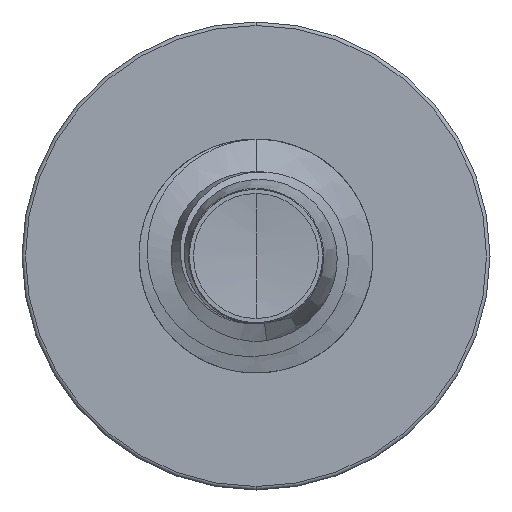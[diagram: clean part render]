
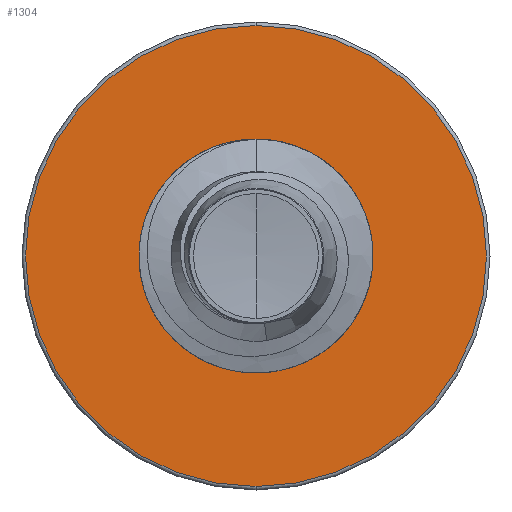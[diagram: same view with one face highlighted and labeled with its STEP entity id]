
A CAD part, front view. The second image highlights one B-rep face of the part: STEP entity #1304.
In plain terms, the highlighted planar face has unit normal (0, -1, 0).
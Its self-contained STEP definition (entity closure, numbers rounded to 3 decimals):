
#213 = DIRECTION ( 'NONE',  ( 0., 0., 1. ) ) ;
#601 = PLANE ( 'NONE',  #7686 ) ;
#744 = CIRCLE ( 'NONE', #6030, 0.986 ) ;
#1007 = DIRECTION ( 'NONE',  ( 0., 0., 1. ) ) ;
#1219 = DIRECTION ( 'NONE',  ( 0., 1., 0. ) ) ;
#1304 = ADVANCED_FACE ( 'NONE', ( #9605, #5296 ), #601, .F. ) ;
#1367 = CARTESIAN_POINT ( 'NONE',  ( 0., 4.5, 0. ) ) ;
#1571 = ORIENTED_EDGE ( 'NONE', *, *, #9908, .F. ) ;
#1824 = CIRCLE ( 'NONE', #5334, 0.986 ) ;
#1983 = VERTEX_POINT ( 'NONE', #3062 ) ;
#2187 = DIRECTION ( 'NONE',  ( 0., 0., 1. ) ) ;
#2335 = CARTESIAN_POINT ( 'NONE',  ( 0., 4.5, 0. ) ) ;
#3062 = CARTESIAN_POINT ( 'NONE',  ( 0., 4.5, -1.97 ) ) ;
#3091 = CARTESIAN_POINT ( 'NONE',  ( 0., 4.5, -0.986 ) ) ;
#3112 = DIRECTION ( 'NONE',  ( 0., 0., 1. ) ) ;
#3307 = VERTEX_POINT ( 'NONE', #10347 ) ;
#3557 = VERTEX_POINT ( 'NONE', #7647 ) ;
#4115 = EDGE_CURVE ( 'NONE', #3557, #3307, #744, .T. ) ;
#4260 = DIRECTION ( 'NONE',  ( 0., 1., 0. ) ) ;
#4958 = EDGE_LOOP ( 'NONE', ( #1571, #6091 ) ) ;
#5098 = DIRECTION ( 'NONE',  ( 0., 1., 0. ) ) ;
#5296 = FACE_BOUND ( 'NONE', #5332, .T. ) ;
#5332 = EDGE_LOOP ( 'NONE', ( #10118, #5731 ) ) ;
#5334 = AXIS2_PLACEMENT_3D ( 'NONE', #2335, #7923, #3112 ) ;
#5604 = VERTEX_POINT ( 'NONE', #8816 ) ;
#5731 = ORIENTED_EDGE ( 'NONE', *, *, #10297, .T. ) ;
#6030 = AXIS2_PLACEMENT_3D ( 'NONE', #1367, #6968, #2187 ) ;
#6031 = CARTESIAN_POINT ( 'NONE',  ( 0., 4.5, 0. ) ) ;
#6071 = AXIS2_PLACEMENT_3D ( 'NONE', #9928, #5098, #213 ) ;
#6091 = ORIENTED_EDGE ( 'NONE', *, *, #9463, .F. ) ;
#6795 = CIRCLE ( 'NONE', #10435, 1.97 ) ;
#6825 = DIRECTION ( 'NONE',  ( 0., 0., 1. ) ) ;
#6968 = DIRECTION ( 'NONE',  ( 0., 1., 0. ) ) ;
#7313 = CIRCLE ( 'NONE', #6071, 1.97 ) ;
#7647 = CARTESIAN_POINT ( 'NONE',  ( 0., 4.5, 0.986 ) ) ;
#7686 = AXIS2_PLACEMENT_3D ( 'NONE', #3091, #4260, #1007 ) ;
#7923 = DIRECTION ( 'NONE',  ( 0., 1., 0. ) ) ;
#8816 = CARTESIAN_POINT ( 'NONE',  ( 0., 4.5, 1.97 ) ) ;
#9463 = EDGE_CURVE ( 'NONE', #1983, #5604, #7313, .T. ) ;
#9605 = FACE_OUTER_BOUND ( 'NONE', #4958, .T. ) ;
#9908 = EDGE_CURVE ( 'NONE', #5604, #1983, #6795, .T. ) ;
#9928 = CARTESIAN_POINT ( 'NONE',  ( 0., 4.5, 0. ) ) ;
#10118 = ORIENTED_EDGE ( 'NONE', *, *, #4115, .T. ) ;
#10297 = EDGE_CURVE ( 'NONE', #3307, #3557, #1824, .T. ) ;
#10347 = CARTESIAN_POINT ( 'NONE',  ( 0., 4.5, -0.986 ) ) ;
#10435 = AXIS2_PLACEMENT_3D ( 'NONE', #6031, #1219, #6825 ) ;
